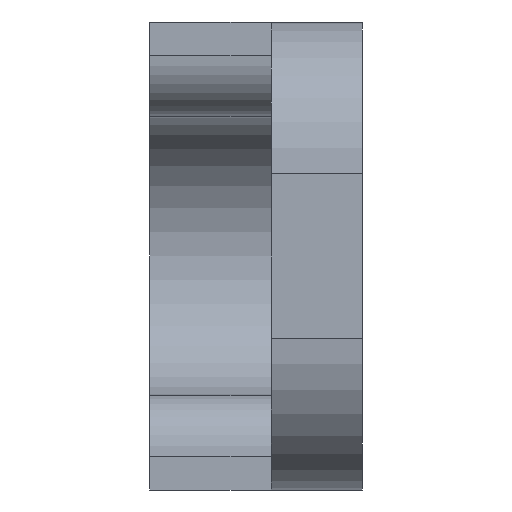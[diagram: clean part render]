
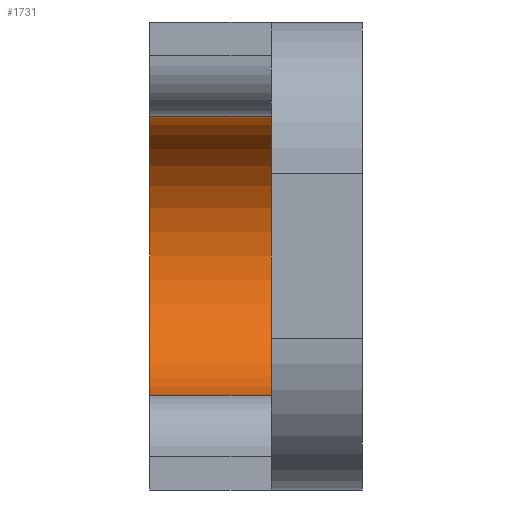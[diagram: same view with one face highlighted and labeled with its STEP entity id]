
A CAD part, left-side view. The second image highlights one B-rep face of the part: STEP entity #1731.
In plain terms, the highlighted cylindrical face has radius 4.6 mm (diameter 9.2 mm), a partial arc.
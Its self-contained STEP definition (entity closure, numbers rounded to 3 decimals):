
#37 = EDGE_CURVE ( 'NONE', #554, #723, #702, .T. ) ;
#58 = CARTESIAN_POINT ( 'NONE',  ( 85.762, -24.41, -77.713 ) ) ;
#111 = DIRECTION ( 'NONE',  ( 0., 0., 1. ) ) ;
#121 = CYLINDRICAL_SURFACE ( 'NONE', #670, 4.6 ) ;
#214 = DIRECTION ( 'NONE',  ( 0., 1., 0. ) ) ;
#385 = AXIS2_PLACEMENT_3D ( 'NONE', #1909, #894, #397 ) ;
#397 = DIRECTION ( 'NONE',  ( 0., 0., 1. ) ) ;
#463 = DIRECTION ( 'NONE',  ( 0., 1., 0. ) ) ;
#505 = CARTESIAN_POINT ( 'NONE',  ( 85.762, 1.5, -82.313 ) ) ;
#517 = EDGE_CURVE ( 'NONE', #723, #963, #714, .T. ) ;
#554 = VERTEX_POINT ( 'NONE', #1541 ) ;
#565 = CIRCLE ( 'NONE', #385, 4.6 ) ;
#594 = ORIENTED_EDGE ( 'NONE', *, *, #2144, .T. ) ;
#670 = AXIS2_PLACEMENT_3D ( 'NONE', #995, #463, #111 ) ;
#689 = DIRECTION ( 'NONE',  ( 0., 1., 0. ) ) ;
#691 = DIRECTION ( 'NONE',  ( 0., 1., 0. ) ) ;
#702 = CIRCLE ( 'NONE', #1837, 4.6 ) ;
#714 = LINE ( 'NONE', #2021, #774 ) ;
#723 = VERTEX_POINT ( 'NONE', #1114 ) ;
#774 = VECTOR ( 'NONE', #689, 1000. ) ;
#894 = DIRECTION ( 'NONE',  ( 0., 1., 0. ) ) ;
#963 = VERTEX_POINT ( 'NONE', #2075 ) ;
#995 = CARTESIAN_POINT ( 'NONE',  ( 85.762, -24.41, -82.313 ) ) ;
#1047 = FACE_OUTER_BOUND ( 'NONE', #1182, .T. ) ;
#1114 = CARTESIAN_POINT ( 'NONE',  ( 85.762, 1.5, -86.913 ) ) ;
#1135 = VECTOR ( 'NONE', #214, 1000. ) ;
#1157 = ORIENTED_EDGE ( 'NONE', *, *, #37, .F. ) ;
#1182 = EDGE_LOOP ( 'NONE', ( #2060, #1157, #1549, #594 ) ) ;
#1395 = CARTESIAN_POINT ( 'NONE',  ( 85.762, 5.5, -77.713 ) ) ;
#1406 = LINE ( 'NONE', #58, #1135 ) ;
#1426 = EDGE_CURVE ( 'NONE', #554, #1685, #1406, .T. ) ;
#1541 = CARTESIAN_POINT ( 'NONE',  ( 85.762, 1.5, -77.713 ) ) ;
#1549 = ORIENTED_EDGE ( 'NONE', *, *, #1426, .T. ) ;
#1685 = VERTEX_POINT ( 'NONE', #1395 ) ;
#1731 = ADVANCED_FACE ( 'NONE', ( #1047 ), #121, .F. ) ;
#1837 = AXIS2_PLACEMENT_3D ( 'NONE', #505, #691, #2191 ) ;
#1909 = CARTESIAN_POINT ( 'NONE',  ( 85.762, 5.5, -82.313 ) ) ;
#2021 = CARTESIAN_POINT ( 'NONE',  ( 85.762, -24.41, -86.913 ) ) ;
#2060 = ORIENTED_EDGE ( 'NONE', *, *, #517, .F. ) ;
#2075 = CARTESIAN_POINT ( 'NONE',  ( 85.762, 5.5, -86.913 ) ) ;
#2144 = EDGE_CURVE ( 'NONE', #1685, #963, #565, .T. ) ;
#2191 = DIRECTION ( 'NONE',  ( 0., 0., -1. ) ) ;
